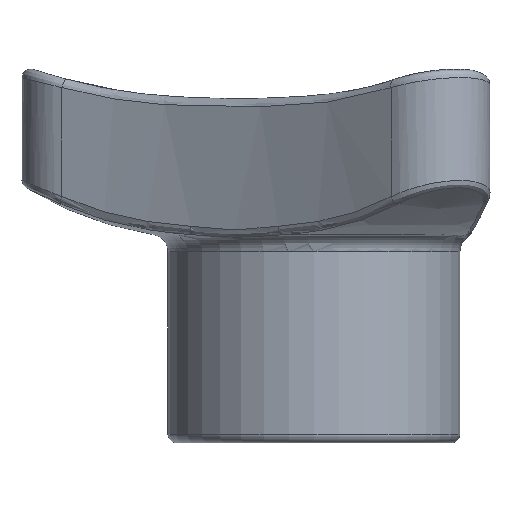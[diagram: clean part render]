
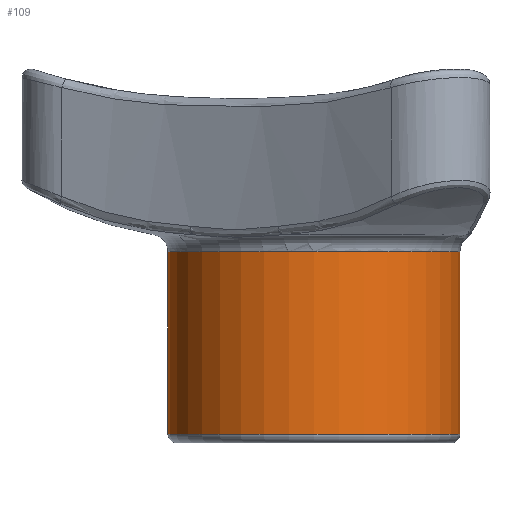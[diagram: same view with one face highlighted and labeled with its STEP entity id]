
A CAD part, left-side view. The second image highlights one B-rep face of the part: STEP entity #109.
In plain terms, the highlighted cylindrical face has radius 8.5 mm (diameter 17 mm), a full revolution.
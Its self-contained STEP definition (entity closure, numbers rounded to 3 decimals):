
#109 = ADVANCED_FACE( '', ( #231, #232 ), #233, .T. );
#231 = FACE_OUTER_BOUND( '', #2374, .T. );
#232 = FACE_OUTER_BOUND( '', #2375, .T. );
#233 = CYLINDRICAL_SURFACE( '', #2376, 8.5 );
#2374 = EDGE_LOOP( '', ( #3362 ) );
#2375 = EDGE_LOOP( '', ( #3363 ) );
#2376 = AXIS2_PLACEMENT_3D( '', #3364, #3365, #3366 );
#3362 = ORIENTED_EDGE( '', *, *, #3526, .T. );
#3363 = ORIENTED_EDGE( '', *, *, #3457, .F. );
#3364 = CARTESIAN_POINT( '', ( 0., 0., 17.99 ) );
#3365 = DIRECTION( '', ( 0., 0., -1. ) );
#3366 = DIRECTION( '', ( 1., 0., 0. ) );
#3457 = EDGE_CURVE( '', #3576, #3576, #3577, .T. );
#3526 = EDGE_CURVE( '', #3676, #3676, #3677, .T. );
#3576 = VERTEX_POINT( '', #4051 );
#3577 = CIRCLE( '', #4052, 8.5 );
#3676 = VERTEX_POINT( '', #5014 );
#3677 = CIRCLE( '', #5015, 8.5 );
#4051 = CARTESIAN_POINT( '', ( 8.5, 0., 11.131 ) );
#4052 = AXIS2_PLACEMENT_3D( '', #5316, #5317, #5318 );
#5014 = CARTESIAN_POINT( '', ( 8.5, 0., 0.5 ) );
#5015 = AXIS2_PLACEMENT_3D( '', #5386, #5387, #5388 );
#5316 = CARTESIAN_POINT( '', ( 0., 0., 11.131 ) );
#5317 = DIRECTION( '', ( 0., 0., 1. ) );
#5318 = DIRECTION( '', ( 1., 0., 0. ) );
#5386 = CARTESIAN_POINT( '', ( 0., 0., 0.5 ) );
#5387 = DIRECTION( '', ( 0., 0., 1. ) );
#5388 = DIRECTION( '', ( 1., 0., 0. ) );
